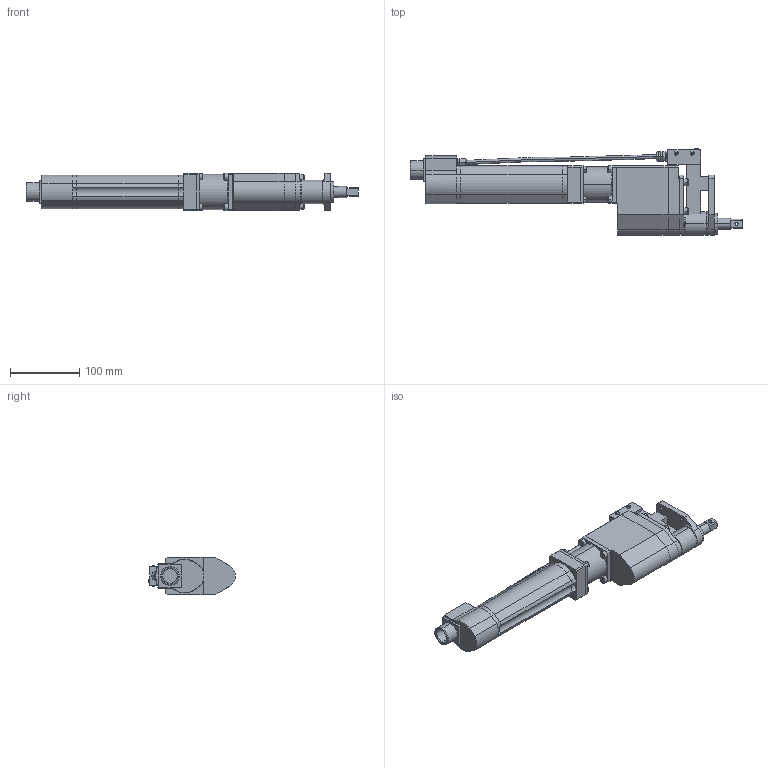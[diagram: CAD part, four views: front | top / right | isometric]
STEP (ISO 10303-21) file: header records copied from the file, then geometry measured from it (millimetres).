
FILE_DESCRIPTION (( 'STEP AP203' ), '1' );
FILE_NAME ('CFT-801RS3-O.STEP', '2012-11-16T19:25:58', ( '' ), ( '' ), 'SwSTEP 2.0', 'SolidWorks 2013', '' );
FILE_SCHEMA (( 'CONFIG_CONTROL_DESIGN' ));
Length unit declared in the file: millimetre
Products named in the file (1): CFT-801RS3-O
Bounding box: 480.4 x 125.85 x 54 mm (x, y, z)
Volume: 1242700.5 mm3; surface area: 177602.8 mm2
Topology: 30 solids, 30 shells, 383 faces, 859 edges, 552 vertices
Faces by surface type: plane 202, cylinder 116, torus 33, cone 30, bspline 2
Entity records: 10959 total; most frequent: CARTESIAN_POINT 2103, DIRECTION 1932, ORIENTED_EDGE 1718, EDGE_CURVE 859, AXIS2_PLACEMENT_3D 717, VERTEX_POINT 552, LINE 498, VECTOR 498
